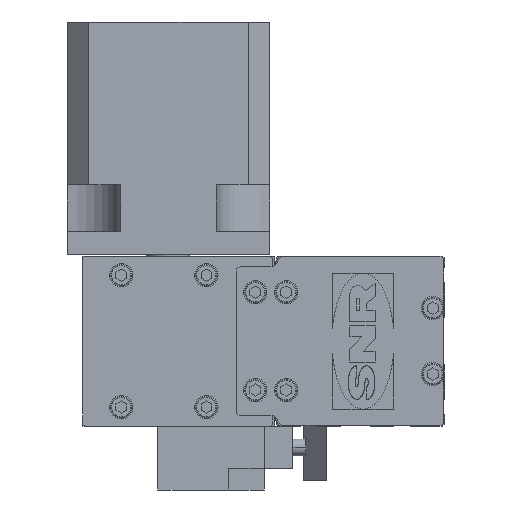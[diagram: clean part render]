
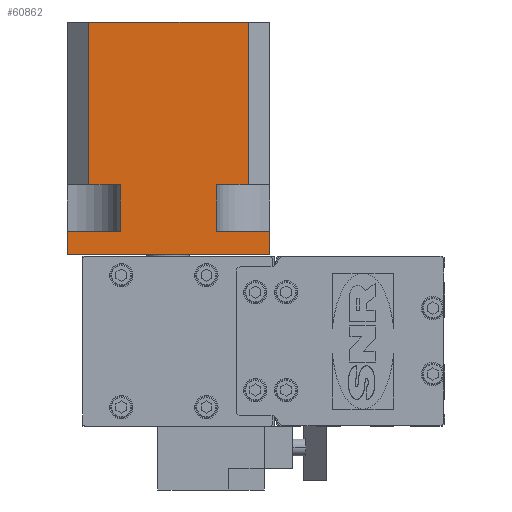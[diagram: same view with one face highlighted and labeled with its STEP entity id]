
A CAD part, left-side view. The second image highlights one B-rep face of the part: STEP entity #60862.
In plain terms, the highlighted planar face has unit normal (-1, 0, 0).
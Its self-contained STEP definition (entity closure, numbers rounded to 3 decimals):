
#45502=DIRECTION('',(0.,0.,1.));
#45503=VECTOR('',#45502,22.);
#45504=CARTESIAN_POINT('',(-194.5,152.,51.5));
#45505=LINE('',#45504,#45503);
#45506=DIRECTION('',(0.,0.,1.));
#45507=VECTOR('',#45506,76.5);
#45508=CARTESIAN_POINT('',(-194.5,167.,73.5));
#45509=LINE('',#45508,#45507);
#45510=DIRECTION('',(0.,1.,0.));
#45511=VECTOR('',#45510,95.);
#45512=CARTESIAN_POINT('',(-194.5,82.,40.5));
#45513=LINE('',#45512,#45511);
#45514=DIRECTION('',(0.,0.,1.));
#45515=VECTOR('',#45514,11.);
#45516=CARTESIAN_POINT('',(-194.5,177.,40.5));
#45517=LINE('',#45516,#45515);
#45564=DIRECTION('',(0.,-1.,0.));
#45565=VECTOR('',#45564,15.);
#45566=CARTESIAN_POINT('',(-194.5,167.,73.5));
#45567=LINE('',#45566,#45565);
#45568=DIRECTION('',(0.,-1.,0.));
#45569=VECTOR('',#45568,15.);
#45570=CARTESIAN_POINT('',(-194.5,107.,73.5));
#45571=LINE('',#45570,#45569);
#45626=DIRECTION('',(0.,0.,1.));
#45627=VECTOR('',#45626,11.);
#45628=CARTESIAN_POINT('',(-194.5,82.,40.5));
#45629=LINE('',#45628,#45627);
#45640=DIRECTION('',(0.,0.,1.));
#45641=VECTOR('',#45640,22.);
#45642=CARTESIAN_POINT('',(-194.5,107.,51.5));
#45643=LINE('',#45642,#45641);
#45660=DIRECTION('',(0.,-1.,0.));
#45661=VECTOR('',#45660,25.);
#45662=CARTESIAN_POINT('',(-194.5,177.,51.5));
#45663=LINE('',#45662,#45661);
#45672=DIRECTION('',(0.,-1.,0.));
#45673=VECTOR('',#45672,25.);
#45674=CARTESIAN_POINT('',(-194.5,107.,51.5));
#45675=LINE('',#45674,#45673);
#45718=DIRECTION('',(0.,-1.,0.));
#45719=VECTOR('',#45718,75.);
#45720=CARTESIAN_POINT('',(-194.5,167.,150.));
#45721=LINE('',#45720,#45719);
#45742=DIRECTION('',(0.,0.,1.));
#45743=VECTOR('',#45742,76.5);
#45744=CARTESIAN_POINT('',(-194.5,92.,73.5));
#45745=LINE('',#45744,#45743);
#48442=CARTESIAN_POINT('',(-194.5,167.,73.5));
#48444=VERTEX_POINT('',#48442);
#48445=CARTESIAN_POINT('',(-194.5,92.,73.5));
#48447=VERTEX_POINT('',#48445);
#48461=CARTESIAN_POINT('',(-194.5,167.,150.));
#48462=VERTEX_POINT('',#48461);
#48463=CARTESIAN_POINT('',(-194.5,92.,150.));
#48464=VERTEX_POINT('',#48463);
#48465=CARTESIAN_POINT('',(-194.5,82.,40.5));
#48466=CARTESIAN_POINT('',(-194.5,82.,51.5));
#48467=VERTEX_POINT('',#48465);
#48468=VERTEX_POINT('',#48466);
#48477=CARTESIAN_POINT('',(-194.5,177.,40.5));
#48478=CARTESIAN_POINT('',(-194.5,177.,51.5));
#48479=VERTEX_POINT('',#48477);
#48480=VERTEX_POINT('',#48478);
#48489=CARTESIAN_POINT('',(-194.5,152.,51.5));
#48491=VERTEX_POINT('',#48489);
#48494=CARTESIAN_POINT('',(-194.5,107.,51.5));
#48496=VERTEX_POINT('',#48494);
#48505=CARTESIAN_POINT('',(-194.5,152.,73.5));
#48507=VERTEX_POINT('',#48505);
#48510=CARTESIAN_POINT('',(-194.5,107.,73.5));
#48512=VERTEX_POINT('',#48510);
#60832=CARTESIAN_POINT('',(-194.5,152.,40.5));
#60833=DIRECTION('',(-1.,0.,0.));
#60834=DIRECTION('',(0.,-1.,0.));
#60835=AXIS2_PLACEMENT_3D('',#60832,#60833,#60834);
#60836=PLANE('',#60835);
#60838=ORIENTED_EDGE('',*,*,#60837,.T.);
#60840=ORIENTED_EDGE('',*,*,#60839,.F.);
#60842=ORIENTED_EDGE('',*,*,#60841,.T.);
#60844=ORIENTED_EDGE('',*,*,#60843,.T.);
#60846=ORIENTED_EDGE('',*,*,#60845,.F.);
#60848=ORIENTED_EDGE('',*,*,#60847,.F.);
#60850=ORIENTED_EDGE('',*,*,#60849,.F.);
#60852=ORIENTED_EDGE('',*,*,#60851,.T.);
#60854=ORIENTED_EDGE('',*,*,#60853,.F.);
#60855=ORIENTED_EDGE('',*,*,#60817,.T.);
#60857=ORIENTED_EDGE('',*,*,#60856,.T.);
#60859=ORIENTED_EDGE('',*,*,#60858,.T.);
#60860=EDGE_LOOP('',(#60838,#60840,#60842,#60844,#60846,#60848,#60850,#60852,
#60854,#60855,#60857,#60859));
#60861=FACE_OUTER_BOUND('',#60860,.F.);
#60862=ADVANCED_FACE('',(#60861),#60836,.T.);
#60817=EDGE_CURVE('',#48467,#48479,#45513,.T.);
#60837=EDGE_CURVE('',#48491,#48507,#45505,.T.);
#60839=EDGE_CURVE('',#48444,#48507,#45567,.T.);
#60841=EDGE_CURVE('',#48444,#48462,#45509,.T.);
#60843=EDGE_CURVE('',#48462,#48464,#45721,.T.);
#60845=EDGE_CURVE('',#48447,#48464,#45745,.T.);
#60847=EDGE_CURVE('',#48512,#48447,#45571,.T.);
#60849=EDGE_CURVE('',#48496,#48512,#45643,.T.);
#60851=EDGE_CURVE('',#48496,#48468,#45675,.T.);
#60853=EDGE_CURVE('',#48467,#48468,#45629,.T.);
#60856=EDGE_CURVE('',#48479,#48480,#45517,.T.);
#60858=EDGE_CURVE('',#48480,#48491,#45663,.T.);
